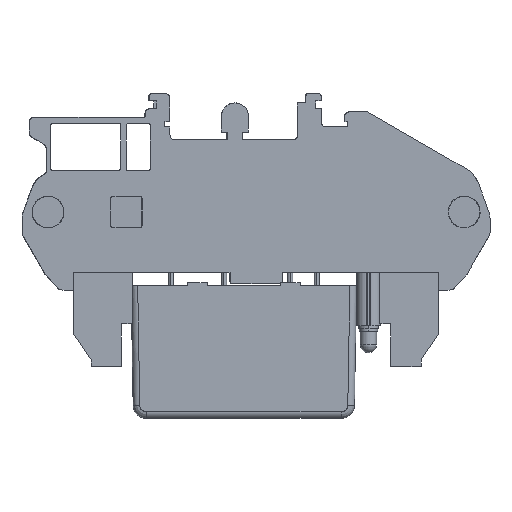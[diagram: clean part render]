
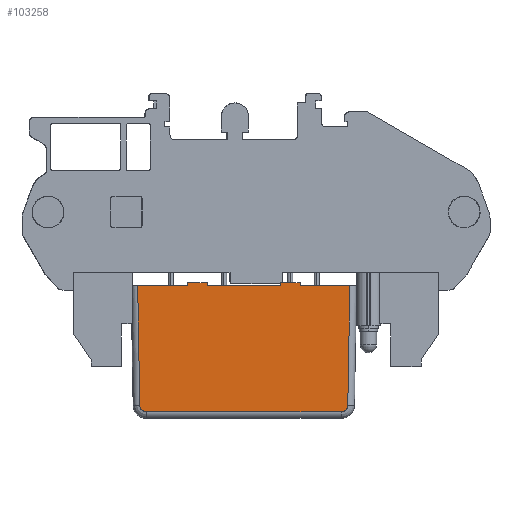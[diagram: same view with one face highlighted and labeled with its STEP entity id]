
A CAD part, front view. The second image highlights one B-rep face of the part: STEP entity #103258.
In plain terms, the highlighted planar face has unit normal (0, -1, 0).
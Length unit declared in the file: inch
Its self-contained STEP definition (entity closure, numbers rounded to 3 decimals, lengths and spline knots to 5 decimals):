
#217 = B_SPLINE_CURVE_WITH_KNOTS ( 'NONE', 3,
 ( #1504, #1506, #1508, #1511, #1512, #1515, #1517, #1519, #1521, #1524 ),
 .UNSPECIFIED., .F., .F.,
 ( 4, 2, 2, 2, 4 ),
 ( 0., 0.25, 0.5, 0.75, 1. ),
 .UNSPECIFIED. ) ;
#648 = B_SPLINE_CURVE_WITH_KNOTS ( 'NONE', 3,
 ( #1494, #1496, #1499, #1500 ),
 .UNSPECIFIED., .F., .F.,
 ( 4, 4 ),
 ( 0., 1. ),
 .UNSPECIFIED. ) ;
#654 = B_SPLINE_CURVE_WITH_KNOTS ( 'NONE', 3,
 ( #1421, #1423, #1425, #1428 ),
 .UNSPECIFIED., .F., .F.,
 ( 4, 4 ),
 ( 0., 1. ),
 .UNSPECIFIED. ) ;
#676 = B_SPLINE_CURVE_WITH_KNOTS ( 'NONE', 3,
 ( #1431, #1433, #1435, #1437, #1439, #1440, #1443, #1445, #1447, #1449 ),
 .UNSPECIFIED., .F., .F.,
 ( 4, 2, 2, 2, 4 ),
 ( 0., 0.25, 0.5, 0.75, 1. ),
 .UNSPECIFIED. ) ;
#1421 = CARTESIAN_POINT ( 'NONE',  ( 1.70699, -0.11249, -1.63244 ) ) ;
#1423 = CARTESIAN_POINT ( 'NONE',  ( 1.71224, -0.11249, -1.33214 ) ) ;
#1425 = CARTESIAN_POINT ( 'NONE',  ( 1.71748, -0.11249, -1.03185 ) ) ;
#1428 = CARTESIAN_POINT ( 'NONE',  ( 1.72272, -0.11249, -0.73156 ) ) ;
#1431 = CARTESIAN_POINT ( 'NONE',  ( 1.657, -0.11249, -1.68156 ) ) ;
#1433 = CARTESIAN_POINT ( 'NONE',  ( 1.66352, -0.11249, -1.68156 ) ) ;
#1435 = CARTESIAN_POINT ( 'NONE',  ( 1.66995, -0.11249, -1.68028 ) ) ;
#1437 = CARTESIAN_POINT ( 'NONE',  ( 1.68192, -0.11249, -1.67539 ) ) ;
#1439 = CARTESIAN_POINT ( 'NONE',  ( 1.68744, -0.11249, -1.67175 ) ) ;
#1440 = CARTESIAN_POINT ( 'NONE',  ( 1.69666, -0.11249, -1.6627 ) ) ;
#1443 = CARTESIAN_POINT ( 'NONE',  ( 1.70039, -0.11249, -1.65724 ) ) ;
#1445 = CARTESIAN_POINT ( 'NONE',  ( 1.7055, -0.11249, -1.64536 ) ) ;
#1447 = CARTESIAN_POINT ( 'NONE',  ( 1.70687, -0.11249, -1.63897 ) ) ;
#1449 = CARTESIAN_POINT ( 'NONE',  ( 1.70699, -0.11249, -1.63244 ) ) ;
#1451 = CARTESIAN_POINT ( 'NONE',  ( 0.92273, -0.11249, -0.73156 ) ) ;
#1453 = DIRECTION ( 'NONE',  ( -1., 0., 0. ) ) ;
#1455 = CARTESIAN_POINT ( 'NONE',  ( 1.34773, -0.11249, -1.19406 ) ) ;
#1456 = DIRECTION ( 'NONE',  ( 0., 0., 1. ) ) ;
#1459 = CARTESIAN_POINT ( 'NONE',  ( 0.92273, -0.11249, -0.70656 ) ) ;
#1461 = DIRECTION ( 'NONE',  ( -1., 0., 0. ) ) ;
#1464 = CARTESIAN_POINT ( 'NONE',  ( 1.19773, -0.11249, -1.19406 ) ) ;
#1465 = DIRECTION ( 'NONE',  ( 0., 0., -1. ) ) ;
#1467 = CARTESIAN_POINT ( 'NONE',  ( 0.92273, -0.11249, -0.73156 ) ) ;
#1469 = DIRECTION ( 'NONE',  ( -1., 0., 0. ) ) ;
#1472 = CARTESIAN_POINT ( 'NONE',  ( 0.64773, -0.11249, -1.19406 ) ) ;
#1474 = DIRECTION ( 'NONE',  ( 0., 0., 1. ) ) ;
#1477 = CARTESIAN_POINT ( 'NONE',  ( 0.92273, -0.11249, -0.70656 ) ) ;
#1480 = DIRECTION ( 'NONE',  ( -1., 0., 0. ) ) ;
#1483 = CARTESIAN_POINT ( 'NONE',  ( 0.49773, -0.11249, -1.19406 ) ) ;
#1485 = DIRECTION ( 'NONE',  ( 0., 0., -1. ) ) ;
#1488 = CARTESIAN_POINT ( 'NONE',  ( 0.92273, -0.11249, -0.73156 ) ) ;
#1491 = DIRECTION ( 'NONE',  ( -1., 0., 0. ) ) ;
#1494 = CARTESIAN_POINT ( 'NONE',  ( 0.12273, -0.11249, -0.73156 ) ) ;
#1496 = CARTESIAN_POINT ( 'NONE',  ( 0.12798, -0.11249, -1.03185 ) ) ;
#1499 = CARTESIAN_POINT ( 'NONE',  ( 0.13322, -0.11249, -1.33214 ) ) ;
#1500 = CARTESIAN_POINT ( 'NONE',  ( 0.13846, -0.11249, -1.63244 ) ) ;
#1504 = CARTESIAN_POINT ( 'NONE',  ( 0.13846, -0.11249, -1.63244 ) ) ;
#1506 = CARTESIAN_POINT ( 'NONE',  ( 0.13858, -0.11249, -1.63896 ) ) ;
#1508 = CARTESIAN_POINT ( 'NONE',  ( 0.13996, -0.11249, -1.64536 ) ) ;
#1511 = CARTESIAN_POINT ( 'NONE',  ( 0.14506, -0.11249, -1.65724 ) ) ;
#1512 = CARTESIAN_POINT ( 'NONE',  ( 0.1488, -0.11249, -1.66269 ) ) ;
#1515 = CARTESIAN_POINT ( 'NONE',  ( 0.15801, -0.11249, -1.67176 ) ) ;
#1517 = CARTESIAN_POINT ( 'NONE',  ( 0.16354, -0.11249, -1.67539 ) ) ;
#1519 = CARTESIAN_POINT ( 'NONE',  ( 0.1755, -0.11249, -1.68029 ) ) ;
#1521 = CARTESIAN_POINT ( 'NONE',  ( 0.18192, -0.11249, -1.68156 ) ) ;
#1524 = CARTESIAN_POINT ( 'NONE',  ( 0.18845, -0.11249, -1.68156 ) ) ;
#1527 = CARTESIAN_POINT ( 'NONE',  ( 0.92273, -0.11249, -1.68156 ) ) ;
#1529 = DIRECTION ( 'NONE',  ( 1., 0., 0. ) ) ;
#7726 = LINE ( 'NONE', #1451, #69480 ) ;
#7727 = LINE ( 'NONE', #1455, #69481 ) ;
#7728 = LINE ( 'NONE', #1459, #69482 ) ;
#7729 = LINE ( 'NONE', #1464, #69483 ) ;
#7730 = LINE ( 'NONE', #1467, #69484 ) ;
#7731 = LINE ( 'NONE', #1472, #69485 ) ;
#7732 = LINE ( 'NONE', #1477, #69486 ) ;
#7733 = LINE ( 'NONE', #1483, #69487 ) ;
#7734 = LINE ( 'NONE', #1488, #69488 ) ;
#7735 = LINE ( 'NONE', #1527, #69490 ) ;
#15947 = FACE_OUTER_BOUND ( 'NONE', #60036, .T. ) ;
#16609 = CARTESIAN_POINT ( 'NONE',  ( 0.18845, -0.11249, -1.68156 ) ) ;
#16610 = CARTESIAN_POINT ( 'NONE',  ( 0.13846, -0.11249, -1.63244 ) ) ;
#16611 = CARTESIAN_POINT ( 'NONE',  ( 0.12273, -0.11249, -0.73156 ) ) ;
#16612 = CARTESIAN_POINT ( 'NONE',  ( 0.49773, -0.11249, -0.73156 ) ) ;
#16613 = CARTESIAN_POINT ( 'NONE',  ( 0.49773, -0.11249, -0.70656 ) ) ;
#16614 = CARTESIAN_POINT ( 'NONE',  ( 0.64773, -0.11249, -0.70656 ) ) ;
#16615 = CARTESIAN_POINT ( 'NONE',  ( 0.64773, -0.11249, -0.73156 ) ) ;
#16616 = CARTESIAN_POINT ( 'NONE',  ( 1.19773, -0.11249, -0.73156 ) ) ;
#16617 = CARTESIAN_POINT ( 'NONE',  ( 1.19773, -0.11249, -0.70656 ) ) ;
#16618 = CARTESIAN_POINT ( 'NONE',  ( 1.34773, -0.11249, -0.70656 ) ) ;
#16619 = CARTESIAN_POINT ( 'NONE',  ( 1.34773, -0.11249, -0.73156 ) ) ;
#16620 = CARTESIAN_POINT ( 'NONE',  ( 1.72272, -0.11249, -0.73156 ) ) ;
#16621 = CARTESIAN_POINT ( 'NONE',  ( 1.70699, -0.11249, -1.63244 ) ) ;
#16622 = CARTESIAN_POINT ( 'NONE',  ( 1.657, -0.11249, -1.68156 ) ) ;
#19808 = PLANE ( 'NONE',  #94008 ) ;
#19809 = CARTESIAN_POINT ( 'NONE',  ( 1.73232, -0.11249, -0.70656 ) ) ;
#19810 = DIRECTION ( 'NONE',  ( 0., -1., 0. ) ) ;
#19811 = DIRECTION ( 'NONE',  ( -1., 0., 0. ) ) ;
#60036 = EDGE_LOOP ( 'NONE', ( #60443, #60445, #60444, #60446, #60447, #60448, #60449, #60450, #60451, #60452, #60453, #60454, #60455, #60456 ) ) ;
#60443 = ORIENTED_EDGE ( 'NONE', *, *, #79349, .T. ) ;
#60444 = ORIENTED_EDGE ( 'NONE', *, *, #79351, .T. ) ;
#60445 = ORIENTED_EDGE ( 'NONE', *, *, #79348, .T. ) ;
#60446 = ORIENTED_EDGE ( 'NONE', *, *, #79353, .T. ) ;
#60447 = ORIENTED_EDGE ( 'NONE', *, *, #79355, .T. ) ;
#60448 = ORIENTED_EDGE ( 'NONE', *, *, #79357, .T. ) ;
#60449 = ORIENTED_EDGE ( 'NONE', *, *, #79358, .T. ) ;
#60450 = ORIENTED_EDGE ( 'NONE', *, *, #79359, .T. ) ;
#60451 = ORIENTED_EDGE ( 'NONE', *, *, #79360, .T. ) ;
#60452 = ORIENTED_EDGE ( 'NONE', *, *, #79361, .T. ) ;
#60453 = ORIENTED_EDGE ( 'NONE', *, *, #79362, .T. ) ;
#60454 = ORIENTED_EDGE ( 'NONE', *, *, #79363, .T. ) ;
#60455 = ORIENTED_EDGE ( 'NONE', *, *, #79364, .T. ) ;
#60456 = ORIENTED_EDGE ( 'NONE', *, *, #79366, .T. ) ;
#69480 = VECTOR ( 'NONE', #1453, 39.37008 ) ;
#69481 = VECTOR ( 'NONE', #1456, 39.37008 ) ;
#69482 = VECTOR ( 'NONE', #1461, 39.37008 ) ;
#69483 = VECTOR ( 'NONE', #1465, 39.37008 ) ;
#69484 = VECTOR ( 'NONE', #1469, 39.37008 ) ;
#69485 = VECTOR ( 'NONE', #1474, 39.37008 ) ;
#69486 = VECTOR ( 'NONE', #1480, 39.37008 ) ;
#69487 = VECTOR ( 'NONE', #1485, 39.37008 ) ;
#69488 = VECTOR ( 'NONE', #1491, 39.37008 ) ;
#69490 = VECTOR ( 'NONE', #1529, 39.37008 ) ;
#79348 = EDGE_CURVE ( 'NONE', #88173, #88172, #654, .T. ) ;
#79349 = EDGE_CURVE ( 'NONE', #88174, #88173, #676, .T. ) ;
#79351 = EDGE_CURVE ( 'NONE', #88172, #88171, #7726, .T. ) ;
#79353 = EDGE_CURVE ( 'NONE', #88171, #88170, #7727, .T. ) ;
#79355 = EDGE_CURVE ( 'NONE', #88170, #88169, #7728, .T. ) ;
#79357 = EDGE_CURVE ( 'NONE', #88169, #88168, #7729, .T. ) ;
#79358 = EDGE_CURVE ( 'NONE', #88168, #88167, #7730, .T. ) ;
#79359 = EDGE_CURVE ( 'NONE', #88167, #88166, #7731, .T. ) ;
#79360 = EDGE_CURVE ( 'NONE', #88166, #88165, #7732, .T. ) ;
#79361 = EDGE_CURVE ( 'NONE', #88165, #88164, #7733, .T. ) ;
#79362 = EDGE_CURVE ( 'NONE', #88164, #88163, #7734, .T. ) ;
#79363 = EDGE_CURVE ( 'NONE', #88163, #88162, #648, .T. ) ;
#79364 = EDGE_CURVE ( 'NONE', #88162, #88161, #217, .T. ) ;
#79366 = EDGE_CURVE ( 'NONE', #88161, #88174, #7735, .T. ) ;
#88161 = VERTEX_POINT ( 'NONE', #16609 ) ;
#88162 = VERTEX_POINT ( 'NONE', #16610 ) ;
#88163 = VERTEX_POINT ( 'NONE', #16611 ) ;
#88164 = VERTEX_POINT ( 'NONE', #16612 ) ;
#88165 = VERTEX_POINT ( 'NONE', #16613 ) ;
#88166 = VERTEX_POINT ( 'NONE', #16614 ) ;
#88167 = VERTEX_POINT ( 'NONE', #16615 ) ;
#88168 = VERTEX_POINT ( 'NONE', #16616 ) ;
#88169 = VERTEX_POINT ( 'NONE', #16617 ) ;
#88170 = VERTEX_POINT ( 'NONE', #16618 ) ;
#88171 = VERTEX_POINT ( 'NONE', #16619 ) ;
#88172 = VERTEX_POINT ( 'NONE', #16620 ) ;
#88173 = VERTEX_POINT ( 'NONE', #16621 ) ;
#88174 = VERTEX_POINT ( 'NONE', #16622 ) ;
#94008 = AXIS2_PLACEMENT_3D ( 'NONE', #19809, #19810, #19811 ) ;
#103258 = ADVANCED_FACE ( 'NONE', ( #15947 ), #19808, .T. ) ;
